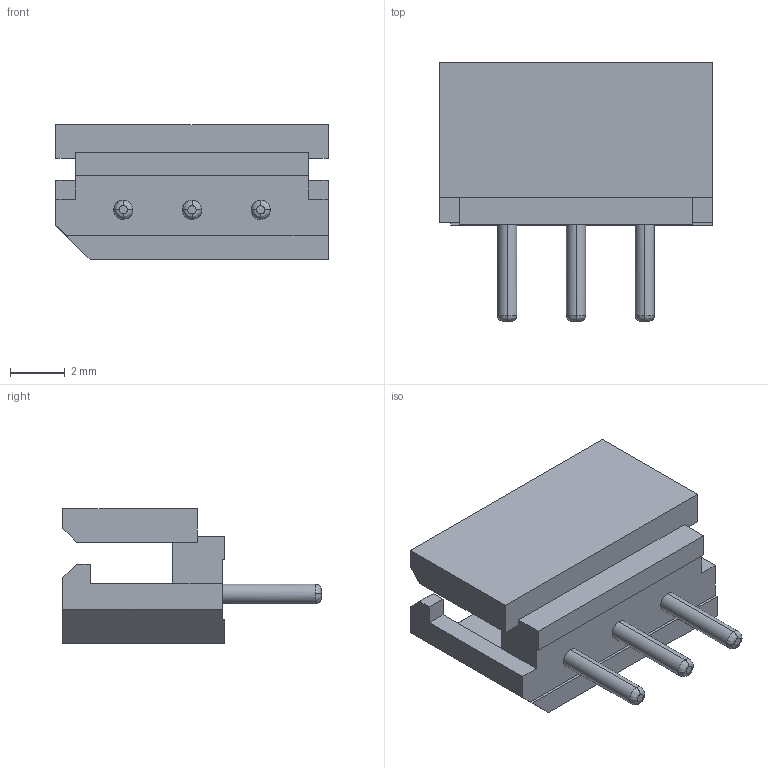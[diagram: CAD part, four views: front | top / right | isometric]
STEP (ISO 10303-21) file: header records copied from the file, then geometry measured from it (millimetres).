
FILE_DESCRIPTION(('CATIA V5 STEP Exchange'),'2;1');
FILE_NAME('22035035.stp','2020-11-17T23:55:34+00:00',('none'),('none'),'CATIA Version 5 Release 17 (IN-10)','CATIA V5 STEP AP214','none');
FILE_SCHEMA(('AUTOMOTIVE_DESIGN { 1 0 10303 214 1 1 1 1 }'));
Length unit declared in the file: millimetre
Products named in the file (1): 1
Bounding box: 9.9 x 9.4 x 4.9 mm (x, y, z)
Volume: 151.1 mm3; surface area: 391.6 mm2
Topology: 1 solids, 1 shells, 93 faces, 245 edges, 160 vertices
Faces by surface type: plane 57, bspline 24, cylinder 12
Entity records: 3813 total; most frequent: CARTESIAN_POINT 1427, ORIENTED_EDGE 490, DIRECTION 299, EDGE_CURVE 245, VERTEX_POINT 160, VECTOR 149, LINE 149, EDGE_LOOP 99
